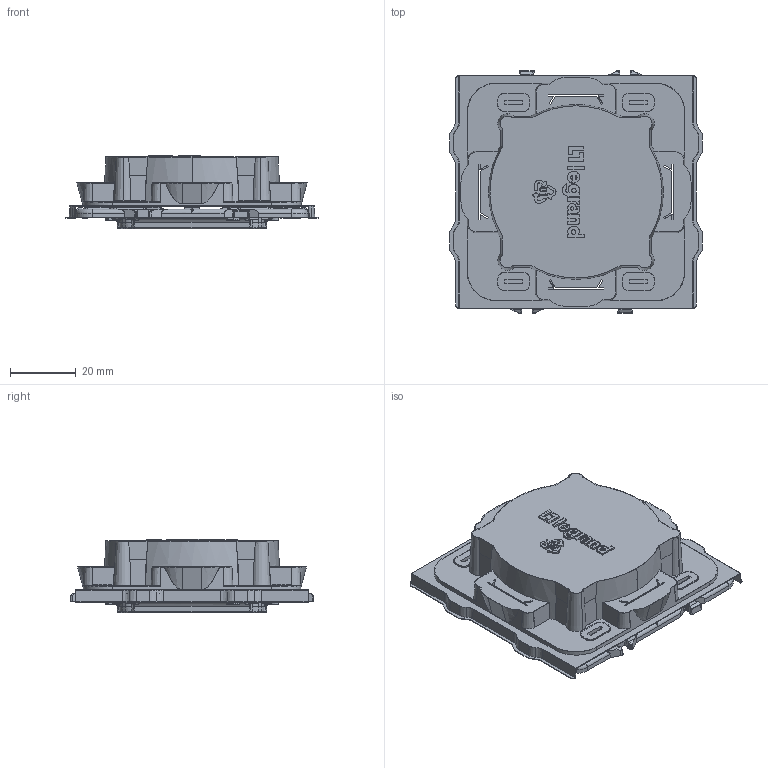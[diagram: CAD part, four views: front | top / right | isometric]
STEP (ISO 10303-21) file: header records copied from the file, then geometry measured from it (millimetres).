
FILE_DESCRIPTION(('CATIA V5 STEP Exchange','CAx-IF Rec.Pracs.--- Model Styling and Organization---1.4--- 2014-01-23'),'2;1');
FILE_NAME('080251-ASS-5.stp','2019-09-09T06:32:18+00:00',('none'),('none'),'CATIA Version 5-6 Release 2017 SP3','CATIA V5 STEP AP214','none');
FILE_SCHEMA(('AUTOMOTIVE_DESIGN { 1 0 10303 214 1 1 1 1 }'));
Length unit declared in the file: millimetre
Products named in the file (6): 080251 ; 0291G29 ; 0091K34; 0091K31.2; 0091K31.1; 0010H18
Assembly tree (5 placements, depth 3):
  080251 
    0291G29 
      0091K34
      0091K31.2
      0091K31.1
    0010H18
Bounding box: 77 x 74.15 x 22.5 mm (x, y, z)
Volume: 19980.8 mm3; surface area: 43767.7 mm2
Topology: 4 solids, 4 shells, 5937 faces, 16579 edges, 10615 vertices
Faces by surface type: plane 3192, cylinder 1147, cone 680, bspline 468, torus 378, sphere 72
Entity records: 223545 total; most frequent: CARTESIAN_POINT 85145, ORIENTED_EDGE 32898, DIRECTION 21558, EDGE_CURVE 16449, VERTEX_POINT 10615, VECTOR 9528, LINE 9528, AXIS2_PLACEMENT_3D 7408
